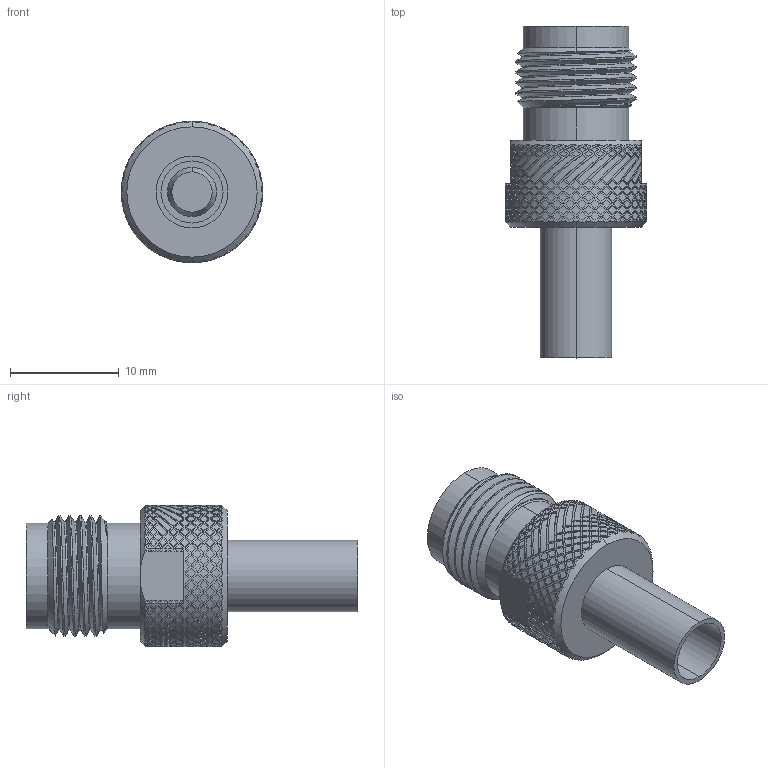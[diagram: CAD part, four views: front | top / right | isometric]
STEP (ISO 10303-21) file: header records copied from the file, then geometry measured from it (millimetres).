
FILE_DESCRIPTION((''),'2;1');
FILE_NAME('PRT0001','2021-08-28T',('Administrator'),(''),'PRO/ENGINEER BY PARAMETRIC TECHNOLOGY CORPORATION, 2012090','PRO/ENGINEER BY PARAMETRIC TECHNOLOGY CORPORATION, 2012090','');
FILE_SCHEMA(('CONFIG_CONTROL_DESIGN'));
Products named in the file (1): PRT0001
Bounding box: 13 x 30.5 x 13 mm (x, y, z)
Volume: 1712.6 mm3; surface area: 2009.2 mm2
Topology: 1 solids, 1 shells, 2685 faces, 6583 edges, 3905 vertices
Faces by surface type: bspline 2203, cylinder 434, plane 30, cone 18
Entity records: 177355 total; most frequent: CARTESIAN_POINT 132491, ORIENTED_EDGE 13162, EDGE_CURVE 6581, B_SPLINE_CURVE_WITH_KNOTS 5457, VERTEX_POINT 3905, EDGE_LOOP 2692, FACE_OUTER_BOUND 2685, ADVANCED_FACE 2685
